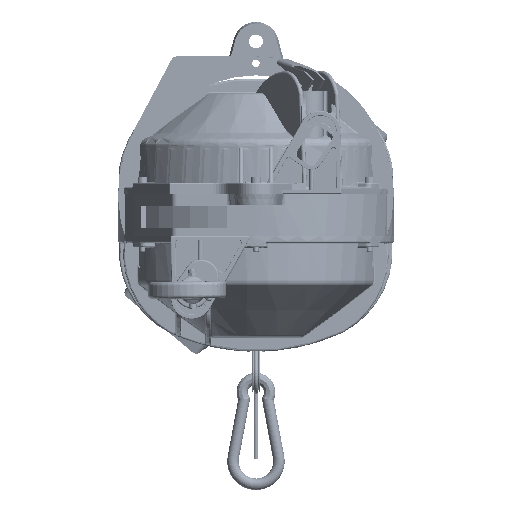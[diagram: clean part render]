
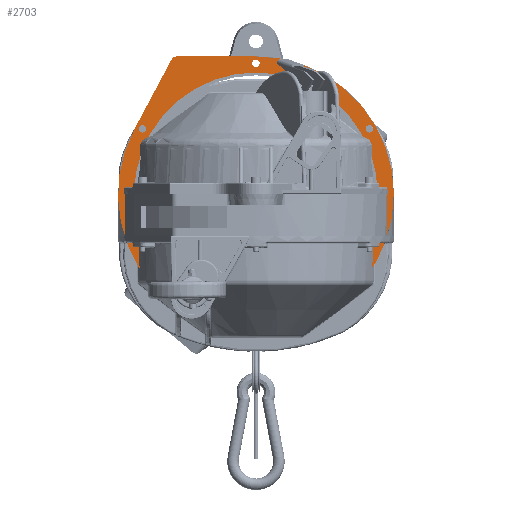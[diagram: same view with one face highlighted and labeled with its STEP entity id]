
A CAD part, left-side view. The second image highlights one B-rep face of the part: STEP entity #2703.
In plain terms, the highlighted planar face has unit normal (-1, 0, 0).
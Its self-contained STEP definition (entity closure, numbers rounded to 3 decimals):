
#2703 = ADVANCED_FACE( '', ( #6988, #6989, #6990, #6991, #6992, #6993, #6994, #6995 ), #6996, .T. );
#6988 = FACE_BOUND( '', #21661, .T. );
#6989 = FACE_BOUND( '', #21662, .T. );
#6990 = FACE_BOUND( '', #21663, .T. );
#6991 = FACE_BOUND( '', #21664, .T. );
#6992 = FACE_BOUND( '', #21665, .T. );
#6993 = FACE_BOUND( '', #21666, .T. );
#6994 = FACE_OUTER_BOUND( '', #21667, .T. );
#6995 = FACE_BOUND( '', #21668, .T. );
#6996 = PLANE( '', #21669 );
#21661 = EDGE_LOOP( '', ( #46012 ) );
#21662 = EDGE_LOOP( '', ( #46013 ) );
#21663 = EDGE_LOOP( '', ( #46014 ) );
#21664 = EDGE_LOOP( '', ( #46015 ) );
#21665 = EDGE_LOOP( '', ( #46016 ) );
#21666 = EDGE_LOOP( '', ( #46017 ) );
#21667 = EDGE_LOOP( '', ( #46018, #46019, #46020, #46021 ) );
#21668 = EDGE_LOOP( '', ( #46022 ) );
#21669 = AXIS2_PLACEMENT_3D( '', #46023, #46024, #46025 );
#46012 = ORIENTED_EDGE( '', *, *, #56270, .F. );
#46013 = ORIENTED_EDGE( '', *, *, #56271, .F. );
#46014 = ORIENTED_EDGE( '', *, *, #56272, .F. );
#46015 = ORIENTED_EDGE( '', *, *, #56273, .F. );
#46016 = ORIENTED_EDGE( '', *, *, #56274, .F. );
#46017 = ORIENTED_EDGE( '', *, *, #56275, .F. );
#46018 = ORIENTED_EDGE( '', *, *, #56256, .T. );
#46019 = ORIENTED_EDGE( '', *, *, #56269, .T. );
#46020 = ORIENTED_EDGE( '', *, *, #56276, .T. );
#46021 = ORIENTED_EDGE( '', *, *, #56277, .T. );
#46022 = ORIENTED_EDGE( '', *, *, #56278, .F. );
#46023 = CARTESIAN_POINT( '', ( -36., 0., 0. ) );
#46024 = DIRECTION( '', ( -1., 0., 0. ) );
#46025 = DIRECTION( '', ( 0., -1., 0. ) );
#56256 = EDGE_CURVE( '', #64247, #64245, #64248, .T. );
#56269 = EDGE_CURVE( '', #64245, #64267, #64269, .T. );
#56270 = EDGE_CURVE( '', #64270, #64270, #64271, .T. );
#56271 = EDGE_CURVE( '', #64272, #64272, #64273, .T. );
#56272 = EDGE_CURVE( '', #64274, #64274, #64275, .T. );
#56273 = EDGE_CURVE( '', #64276, #64276, #64277, .T. );
#56274 = EDGE_CURVE( '', #64278, #64278, #64279, .T. );
#56275 = EDGE_CURVE( '', #64280, #64280, #64281, .T. );
#56276 = EDGE_CURVE( '', #64267, #64282, #64283, .T. );
#56277 = EDGE_CURVE( '', #64282, #64247, #64284, .T. );
#56278 = EDGE_CURVE( '', #64285, #64285, #64286, .T. );
#64245 = VERTEX_POINT( '', #89768 );
#64247 = VERTEX_POINT( '', #89771 );
#64248 = LINE( '', #89772, #89773 );
#64267 = VERTEX_POINT( '', #89800 );
#64269 = CIRCLE( '', #89803, 5. );
#64270 = VERTEX_POINT( '', #89804 );
#64271 = CIRCLE( '', #89805, 3.25 );
#64272 = VERTEX_POINT( '', #89806 );
#64273 = CIRCLE( '', #89807, 3.25 );
#64274 = VERTEX_POINT( '', #89808 );
#64275 = CIRCLE( '', #89809, 3.25 );
#64276 = VERTEX_POINT( '', #89810 );
#64277 = CIRCLE( '', #89811, 3.25 );
#64278 = VERTEX_POINT( '', #89812 );
#64279 = CIRCLE( '', #89813, 3.25 );
#64280 = VERTEX_POINT( '', #89814 );
#64281 = CIRCLE( '', #89815, 3.25 );
#64282 = VERTEX_POINT( '', #89816 );
#64283 = LINE( '', #89817, #89818 );
#64284 = CIRCLE( '', #89819, 120. );
#64285 = VERTEX_POINT( '', #89820 );
#64286 = CIRCLE( '', #89821, 106. );
#89768 = CARTESIAN_POINT( '', ( -36., 69., 120. ) );
#89771 = CARTESIAN_POINT( '', ( -36., 0., 120. ) );
#89772 = CARTESIAN_POINT( '', ( -36., 0., 120. ) );
#89773 = VECTOR( '', #112879, 1000. );
#89800 = CARTESIAN_POINT( '', ( -36., 73.412, 117.353 ) );
#89803 = AXIS2_PLACEMENT_3D( '', #112898, #112899, #112900 );
#89804 = CARTESIAN_POINT( '', ( -36., -101.977, 57. ) );
#89805 = AXIS2_PLACEMENT_3D( '', #112901, #112902, #112903 );
#89806 = CARTESIAN_POINT( '', ( -36., -101.977, -57. ) );
#89807 = AXIS2_PLACEMENT_3D( '', #112904, #112905, #112906 );
#89808 = CARTESIAN_POINT( '', ( -36., -3.25, -114. ) );
#89809 = AXIS2_PLACEMENT_3D( '', #112907, #112908, #112909 );
#89810 = CARTESIAN_POINT( '', ( -36., 95.477, -57. ) );
#89811 = AXIS2_PLACEMENT_3D( '', #112910, #112911, #112912 );
#89812 = CARTESIAN_POINT( '', ( -36., 95.477, 57. ) );
#89813 = AXIS2_PLACEMENT_3D( '', #112913, #112914, #112915 );
#89814 = CARTESIAN_POINT( '', ( -36., -3.25, 114. ) );
#89815 = AXIS2_PLACEMENT_3D( '', #112916, #112917, #112918 );
#89816 = CARTESIAN_POINT( '', ( -36., 105.882, 56.471 ) );
#89817 = CARTESIAN_POINT( '', ( -36., 72., 120. ) );
#89818 = VECTOR( '', #112919, 1000. );
#89819 = AXIS2_PLACEMENT_3D( '', #112920, #112921, #112922 );
#89820 = CARTESIAN_POINT( '', ( -36., -106., 0. ) );
#89821 = AXIS2_PLACEMENT_3D( '', #112923, #112924, #112925 );
#112879 = DIRECTION( '', ( 0., 1., 0. ) );
#112898 = CARTESIAN_POINT( '', ( -36., 69., 115. ) );
#112899 = DIRECTION( '', ( -1., 0., 0. ) );
#112900 = DIRECTION( '', ( 0., -1., 0. ) );
#112901 = CARTESIAN_POINT( '', ( -36., -98.727, 57. ) );
#112902 = DIRECTION( '', ( -1., 0., 0. ) );
#112903 = DIRECTION( '', ( 0., -1., 0. ) );
#112904 = CARTESIAN_POINT( '', ( -36., -98.727, -57. ) );
#112905 = DIRECTION( '', ( -1., 0., 0. ) );
#112906 = DIRECTION( '', ( 0., -1., 0. ) );
#112907 = CARTESIAN_POINT( '', ( -36., 0., -114. ) );
#112908 = DIRECTION( '', ( -1., 0., 0. ) );
#112909 = DIRECTION( '', ( 0., -1., 0. ) );
#112910 = CARTESIAN_POINT( '', ( -36., 98.727, -57. ) );
#112911 = DIRECTION( '', ( -1., 0., 0. ) );
#112912 = DIRECTION( '', ( 0., -1., 0. ) );
#112913 = CARTESIAN_POINT( '', ( -36., 98.727, 57. ) );
#112914 = DIRECTION( '', ( -1., 0., 0. ) );
#112915 = DIRECTION( '', ( 0., -1., 0. ) );
#112916 = CARTESIAN_POINT( '', ( -36., 0., 114. ) );
#112917 = DIRECTION( '', ( -1., 0., 0. ) );
#112918 = DIRECTION( '', ( 0., -1., 0. ) );
#112919 = DIRECTION( '', ( 0., 0.471, -0.882 ) );
#112920 = CARTESIAN_POINT( '', ( -36., 0., 0. ) );
#112921 = DIRECTION( '', ( -1., 0., 0. ) );
#112922 = DIRECTION( '', ( 0., 0., 1. ) );
#112923 = CARTESIAN_POINT( '', ( -36., 0., 0. ) );
#112924 = DIRECTION( '', ( -1., 0., 0. ) );
#112925 = DIRECTION( '', ( 0., -1., 0. ) );
